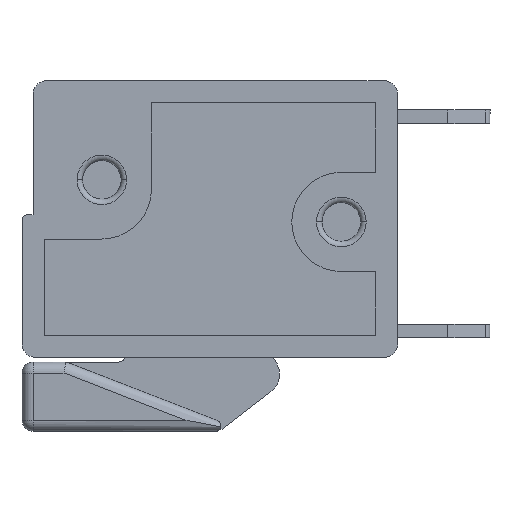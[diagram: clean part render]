
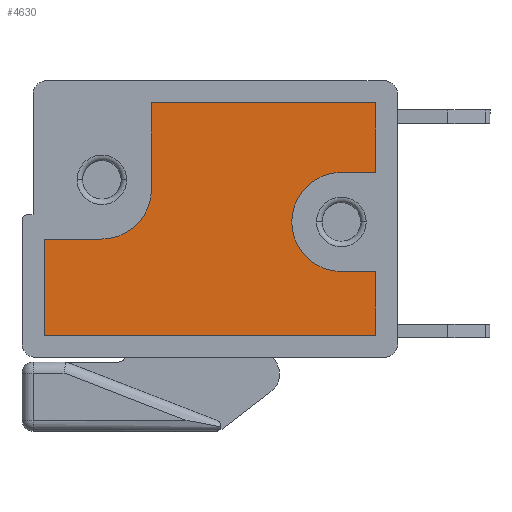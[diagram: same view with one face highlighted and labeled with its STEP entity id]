
A CAD part, left-side view. The second image highlights one B-rep face of the part: STEP entity #4630.
In plain terms, the highlighted face is planar.
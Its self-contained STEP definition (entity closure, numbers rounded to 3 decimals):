
#19 = ORIENTED_EDGE ( 'NONE', *, *, #4449, .T. ) ;
#53 = EDGE_CURVE ( 'NONE', #2595, #1188, #3039, .T. ) ;
#287 = LINE ( 'NONE', #2811, #6420 ) ;
#329 = VECTOR ( 'NONE', #8220, 1000. ) ;
#507 = EDGE_CURVE ( 'NONE', #6752, #6954, #287, .T. ) ;
#562 = VERTEX_POINT ( 'NONE', #5415 ) ;
#649 = VERTEX_POINT ( 'NONE', #6381 ) ;
#685 = VECTOR ( 'NONE', #3925, 1000. ) ;
#698 = CARTESIAN_POINT ( 'NONE',  ( 4.775, 0.105, -5.02 ) ) ;
#827 = CARTESIAN_POINT ( 'NONE',  ( -3.925, -1.075, -5.02 ) ) ;
#978 = VECTOR ( 'NONE', #1662, 1000. ) ;
#987 = VECTOR ( 'NONE', #6874, 1000. ) ;
#988 = EDGE_CURVE ( 'NONE', #649, #5079, #1816, .T. ) ;
#1056 = ORIENTED_EDGE ( 'NONE', *, *, #2320, .T. ) ;
#1188 = VERTEX_POINT ( 'NONE', #4585 ) ;
#1351 = ORIENTED_EDGE ( 'NONE', *, *, #2372, .T. ) ;
#1389 = CIRCLE ( 'NONE', #6549, 1.8 ) ;
#1404 = CARTESIAN_POINT ( 'NONE',  ( 4.775, 0.105, -5.02 ) ) ;
#1412 = CARTESIAN_POINT ( 'NONE',  ( 6.025, -1.695, -5.02 ) ) ;
#1567 = ORIENTED_EDGE ( 'NONE', *, *, #53, .T. ) ;
#1662 = DIRECTION ( 'NONE',  ( -1., 0., 0. ) ) ;
#1675 = CARTESIAN_POINT ( 'NONE',  ( 2.975, 0.105, -5.02 ) ) ;
#1696 = LINE ( 'NONE', #4209, #4281 ) ;
#1738 = VERTEX_POINT ( 'NONE', #1675 ) ;
#1763 = CARTESIAN_POINT ( 'NONE',  ( 4.775, -1.695, -5.02 ) ) ;
#1816 = LINE ( 'NONE', #4333, #987 ) ;
#1898 = CIRCLE ( 'NONE', #6541, 1.8 ) ;
#1922 = CARTESIAN_POINT ( 'NONE',  ( -3.925, -1.075, -5.02 ) ) ;
#2320 = EDGE_CURVE ( 'NONE', #1188, #562, #3132, .T. ) ;
#2372 = EDGE_CURVE ( 'NONE', #5747, #1738, #1389, .T. ) ;
#2375 = LINE ( 'NONE', #4908, #6922 ) ;
#2425 = ORIENTED_EDGE ( 'NONE', *, *, #7921, .T. ) ;
#2468 = DIRECTION ( 'NONE',  ( 0., -1., 0. ) ) ;
#2569 = CARTESIAN_POINT ( 'NONE',  ( 4.775, 1.905, -5.02 ) ) ;
#2579 = EDGE_CURVE ( 'NONE', #562, #5691, #1696, .T. ) ;
#2595 = VERTEX_POINT ( 'NONE', #3067 ) ;
#2670 = EDGE_CURVE ( 'NONE', #5125, #2595, #8140, .T. ) ;
#2811 = CARTESIAN_POINT ( 'NONE',  ( 4.775, -1.695, -5.02 ) ) ;
#2842 = CARTESIAN_POINT ( 'NONE',  ( -2.125, -4.225, -5.02 ) ) ;
#3039 = LINE ( 'NONE', #5564, #6687 ) ;
#3067 = CARTESIAN_POINT ( 'NONE',  ( -3.925, 0.725, -5.02 ) ) ;
#3132 = LINE ( 'NONE', #5661, #329 ) ;
#3170 = EDGE_CURVE ( 'NONE', #6907, #5747, #4799, .T. ) ;
#3216 = DIRECTION ( 'NONE',  ( 0., 0., 1. ) ) ;
#3327 = CARTESIAN_POINT ( 'NONE',  ( 6.025, -1.695, -5.02 ) ) ;
#3333 = ORIENTED_EDGE ( 'NONE', *, *, #3462, .T. ) ;
#3340 = DIRECTION ( 'NONE',  ( 0., 0., -1. ) ) ;
#3462 = EDGE_CURVE ( 'NONE', #6954, #649, #7092, .T. ) ;
#3915 = DIRECTION ( 'NONE',  ( 0., 0., 1. ) ) ;
#3925 = DIRECTION ( 'NONE',  ( 0., -1., 0. ) ) ;
#3964 = FACE_OUTER_BOUND ( 'NONE', #4480, .T. ) ;
#4209 = CARTESIAN_POINT ( 'NONE',  ( -6.025, 4.225, -5.02 ) ) ;
#4281 = VECTOR ( 'NONE', #6744, 1000. ) ;
#4333 = CARTESIAN_POINT ( 'NONE',  ( 6.025, -4.225, -5.02 ) ) ;
#4378 = CARTESIAN_POINT ( 'NONE',  ( 6.025, 4.225, -5.02 ) ) ;
#4442 = DIRECTION ( 'NONE',  ( 0., 0., 1. ) ) ;
#4449 = EDGE_CURVE ( 'NONE', #5691, #6907, #5616, .T. ) ;
#4480 = EDGE_LOOP ( 'NONE', ( #5539, #1567, #1056, #6780, #19, #7903, #1351, #7833, #5387, #3333, #7932, #2425 ) ) ;
#4585 = CARTESIAN_POINT ( 'NONE',  ( -6.025, 0.725, -5.02 ) ) ;
#4630 = ADVANCED_FACE ( 'NONE', ( #3964 ), #6497, .T. ) ;
#4799 = LINE ( 'NONE', #7346, #978 ) ;
#4908 = CARTESIAN_POINT ( 'NONE',  ( -2.125, -4.225, -5.02 ) ) ;
#5079 = VERTEX_POINT ( 'NONE', #2842 ) ;
#5125 = VERTEX_POINT ( 'NONE', #7330 ) ;
#5345 = DIRECTION ( 'NONE',  ( 1., 0., 0. ) ) ;
#5387 = ORIENTED_EDGE ( 'NONE', *, *, #507, .T. ) ;
#5415 = CARTESIAN_POINT ( 'NONE',  ( -6.025, 4.225, -5.02 ) ) ;
#5539 = ORIENTED_EDGE ( 'NONE', *, *, #2670, .T. ) ;
#5564 = CARTESIAN_POINT ( 'NONE',  ( -3.925, 0.725, -5.02 ) ) ;
#5616 = LINE ( 'NONE', #8179, #6386 ) ;
#5661 = CARTESIAN_POINT ( 'NONE',  ( -6.025, 0.725, -5.02 ) ) ;
#5691 = VERTEX_POINT ( 'NONE', #4378 ) ;
#5747 = VERTEX_POINT ( 'NONE', #2569 ) ;
#5756 = DIRECTION ( 'NONE',  ( -1., 0., 0. ) ) ;
#5879 = DIRECTION ( 'NONE',  ( -1., 0., 0. ) ) ;
#6381 = CARTESIAN_POINT ( 'NONE',  ( 6.025, -4.225, -5.02 ) ) ;
#6386 = VECTOR ( 'NONE', #2468, 1000. ) ;
#6420 = VECTOR ( 'NONE', #5345, 1000. ) ;
#6451 = DIRECTION ( 'NONE',  ( -1., 0., 0. ) ) ;
#6497 = PLANE ( 'NONE',  #7730 ) ;
#6541 = AXIS2_PLACEMENT_3D ( 'NONE', #1404, #3915, #6451 ) ;
#6549 = AXIS2_PLACEMENT_3D ( 'NONE', #698, #3216, #5756 ) ;
#6687 = VECTOR ( 'NONE', #8135, 1000. ) ;
#6744 = DIRECTION ( 'NONE',  ( 1., 0., 0. ) ) ;
#6752 = VERTEX_POINT ( 'NONE', #1763 ) ;
#6780 = ORIENTED_EDGE ( 'NONE', *, *, #2579, .T. ) ;
#6874 = DIRECTION ( 'NONE',  ( -1., 0., 0. ) ) ;
#6907 = VERTEX_POINT ( 'NONE', #7075 ) ;
#6922 = VECTOR ( 'NONE', #7449, 1000. ) ;
#6954 = VERTEX_POINT ( 'NONE', #3327 ) ;
#6986 = DIRECTION ( 'NONE',  ( -1., 0., 0. ) ) ;
#7075 = CARTESIAN_POINT ( 'NONE',  ( 6.025, 1.905, -5.02 ) ) ;
#7092 = LINE ( 'NONE', #1412, #685 ) ;
#7330 = CARTESIAN_POINT ( 'NONE',  ( -2.125, -1.075, -5.02 ) ) ;
#7346 = CARTESIAN_POINT ( 'NONE',  ( 6.025, 1.905, -5.02 ) ) ;
#7449 = DIRECTION ( 'NONE',  ( 0., 1., 0. ) ) ;
#7730 = AXIS2_PLACEMENT_3D ( 'NONE', #827, #3340, #5879 ) ;
#7833 = ORIENTED_EDGE ( 'NONE', *, *, #8088, .T. ) ;
#7903 = ORIENTED_EDGE ( 'NONE', *, *, #3170, .T. ) ;
#7921 = EDGE_CURVE ( 'NONE', #5079, #5125, #2375, .T. ) ;
#7932 = ORIENTED_EDGE ( 'NONE', *, *, #988, .T. ) ;
#8088 = EDGE_CURVE ( 'NONE', #1738, #6752, #1898, .T. ) ;
#8132 = AXIS2_PLACEMENT_3D ( 'NONE', #1922, #4442, #6986 ) ;
#8135 = DIRECTION ( 'NONE',  ( -1., 0., 0. ) ) ;
#8140 = CIRCLE ( 'NONE', #8132, 1.8 ) ;
#8179 = CARTESIAN_POINT ( 'NONE',  ( 6.025, 4.225, -5.02 ) ) ;
#8220 = DIRECTION ( 'NONE',  ( 0., 1., 0. ) ) ;
